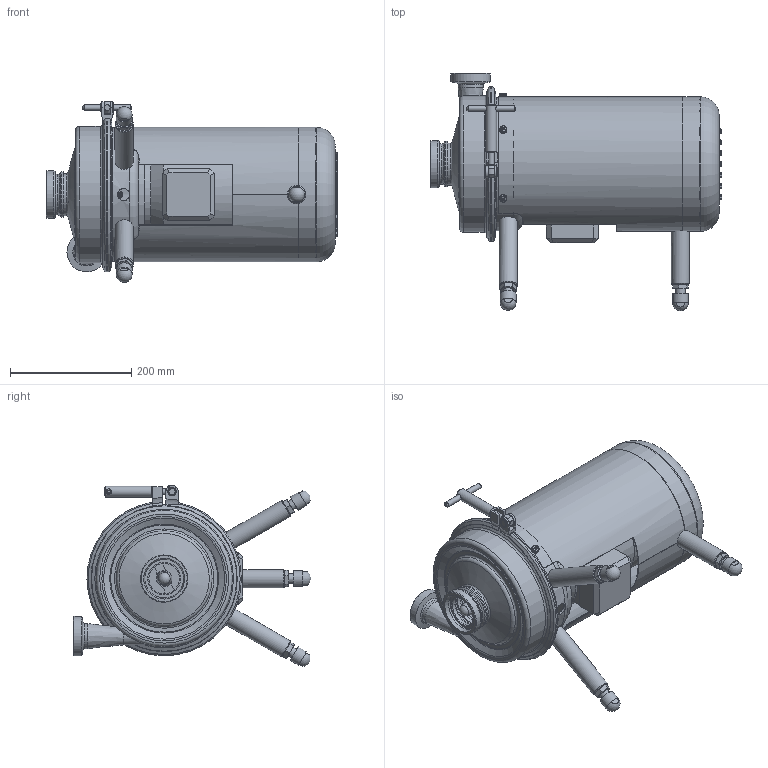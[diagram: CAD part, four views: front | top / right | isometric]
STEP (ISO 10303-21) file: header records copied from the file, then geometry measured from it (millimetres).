
FILE_DESCRIPTION (( 'STEP AP203' ), '1' );
FILE_NAME ('POMPA GA .STEP', '2013-09-03T20:34:10', ( 'QQ' ), ( 'PP' ), 'SwSTEP 2.0', 'SolidWorks 2010', '' );
FILE_SCHEMA (( 'CONFIG_CONTROL_DESIGN' ));
Length unit declared in the file: millimetre
Products named in the file (1): POMPA GA 
Bounding box: 481 x 391.92 x 298.56 mm (x, y, z)
Surface area: 949933.9 mm2 (no closed solid volume)
Topology: 0 solids, 46 shells, 429 faces, 1317 edges, 921 vertices
Faces by surface type: plane 171, cylinder 106, cone 70, torus 69, sphere 9, bspline 4
Full cylindrical faces by diameter (mm): 9 x1, 9.8 x1, 12 x10, 14 x2, 16 x3, 18 x1, 20 x1, 26 x3, 30 x3, 41.5 x1, 42 x1, 50.5 x1, 51.8 x1, 54 x1, 62 x1, 63.5 x1, 63.8 x1, 65 x1, 66.5 x1, 69.5 x1, 75 x1, 78 x1, 133 x1, 153 x1, 160 x1, 200 x1, 220 x3, 222 x2, 225 x1, 245 x2
Entity records: 18284 total; most frequent: CARTESIAN_POINT 7182, DIRECTION 2308, ORIENTED_EDGE 1921, EDGE_CURVE 1195, AXIS2_PLACEMENT_3D 923, VERTEX_POINT 907, EDGE_LOOP 604, FACE_OUTER_BOUND 515
